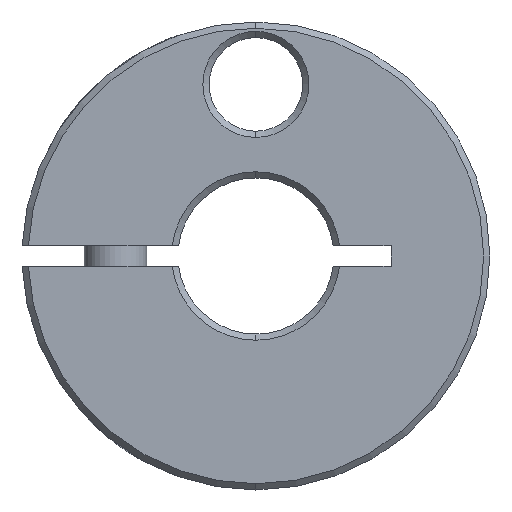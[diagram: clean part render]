
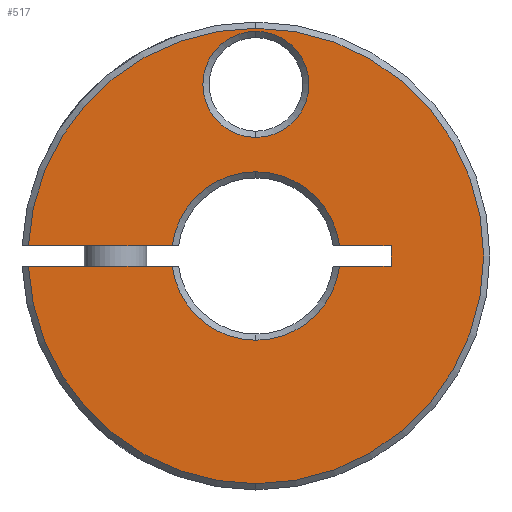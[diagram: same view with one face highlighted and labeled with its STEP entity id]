
A CAD part, front view. The second image highlights one B-rep face of the part: STEP entity #517.
In plain terms, the highlighted planar face has unit normal (0, -1, 0).
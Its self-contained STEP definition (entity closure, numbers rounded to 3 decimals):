
#417=EDGE_CURVE('',#631,#847,#1105,.T.);
#431=EDGE_CURVE('',#683,#889,#1122,.T.);
#437=VERTEX_POINT('',#1128);
#449=EDGE_CURVE('',#747,#569,#1142,.T.);
#451=EDGE_CURVE('',#889,#787,#1144,.T.);
#517=ADVANCED_FACE('',(#1216,#1217),#1218,.T.);
#519=EDGE_CURVE('',#627,#671,#1220,.T.);
#537=VERTEX_POINT('',#1239);
#569=VERTEX_POINT('',#1274);
#627=VERTEX_POINT('',#1340);
#631=VERTEX_POINT('',#1344);
#639=EDGE_CURVE('',#777,#627,#1352,.T.);
#671=VERTEX_POINT('',#1386);
#683=VERTEX_POINT('',#1398);
#733=EDGE_CURVE('',#785,#631,#1458,.T.);
#735=EDGE_CURVE('',#747,#683,#1460,.T.);
#747=VERTEX_POINT('',#1475);
#773=EDGE_CURVE('',#805,#437,#1504,.T.);
#777=VERTEX_POINT('',#1508);
#781=EDGE_CURVE('',#785,#777,#1512,.T.);
#785=VERTEX_POINT('',#1516);
#787=VERTEX_POINT('',#1518);
#805=VERTEX_POINT('',#1538);
#817=EDGE_CURVE('',#569,#671,#1550,.T.);
#833=EDGE_CURVE('',#537,#847,#1569,.T.);
#847=VERTEX_POINT('',#1585);
#889=VERTEX_POINT('',#1631);
#923=EDGE_CURVE('',#787,#537,#1669,.T.);
#929=EDGE_CURVE('',#437,#805,#1675,.T.);
#1105=CIRCLE('',#1893,8.1);
#1122=CIRCLE('',#1914,21.9);
#1128=CARTESIAN_POINT('',(0.,-13.,21.6));
#1142=CIRCLE('',#1955,8.1);
#1144=CIRCLE('',#1958,21.9);
#1216=FACE_BOUND('',#2106,.T.);
#1217=FACE_OUTER_BOUND('',#2107,.T.);
#1218=PLANE('',#2108);
#1220=LINE('',#2111,#2112);
#1239=CARTESIAN_POINT('',(-21.877,-13.0,1.0));
#1274=CARTESIAN_POINT('',(0.,-13.,-8.1));
#1340=CARTESIAN_POINT('',(13.0,-13.0,-1.0));
#1344=CARTESIAN_POINT('',(0.,-13.,8.1));
#1352=LINE('',#2301,#2302);
#1386=CARTESIAN_POINT('',(8.038,-13.0,-1.0));
#1398=CARTESIAN_POINT('',(-21.877,-13.0,-1.0));
#1458=CIRCLE('',#2456,8.1);
#1460=LINE('',#2459,#2460);
#1475=CARTESIAN_POINT('',(-8.038,-13.0,-1.0));
#1504=CIRCLE('',#2535,5.1);
#1508=CARTESIAN_POINT('',(13.0,-13.0,1.0));
#1512=LINE('',#2547,#2548);
#1516=CARTESIAN_POINT('',(8.038,-13.0,1.0));
#1518=CARTESIAN_POINT('',(0.,-13.,21.9));
#1538=CARTESIAN_POINT('',(0.,-13.,11.4));
#1550=CIRCLE('',#2605,8.1);
#1569=LINE('',#2629,#2630);
#1585=CARTESIAN_POINT('',(-8.038,-13.0,1.0));
#1631=CARTESIAN_POINT('',(0.,-13.,-21.9));
#1669=CIRCLE('',#2796,21.9);
#1675=CIRCLE('',#2843,5.1);
#1893=AXIS2_PLACEMENT_3D('',#3132,#3133,#3134);
#1914=AXIS2_PLACEMENT_3D('',#3163,#3164,#3165);
#1955=AXIS2_PLACEMENT_3D('',#3183,#3184,#3185);
#1958=AXIS2_PLACEMENT_3D('',#3186,#3187,#3188);
#2106=EDGE_LOOP('',(#3274,#3275));
#2107=EDGE_LOOP('',(#3276,#3277,#3278,#3279,#3280,#3281,#3282,#3283,#3284,#3285,#3286,#3287));
#2108=AXIS2_PLACEMENT_3D('',#3288,#3289,#3290);
#2111=CARTESIAN_POINT('',(6.5,-13.,-1.0));
#2112=VECTOR('',#3291,1.0);
#2301=CARTESIAN_POINT('',(13.0,-13.,8.));
#2302=VECTOR('',#3437,1.0);
#2456=AXIS2_PLACEMENT_3D('',#3538,#3539,#3540);
#2459=CARTESIAN_POINT('',(6.5,-13.,-1.0));
#2460=VECTOR('',#3541,1.0);
#2535=AXIS2_PLACEMENT_3D('',#3602,#3603,#3604);
#2547=CARTESIAN_POINT('',(-11.25,-13.,1.0));
#2548=VECTOR('',#3609,1.0);
#2605=AXIS2_PLACEMENT_3D('',#3638,#3639,#3640);
#2629=CARTESIAN_POINT('',(-11.25,-13.,1.0));
#2630=VECTOR('',#3660,1.0);
#2796=AXIS2_PLACEMENT_3D('',#3758,#3759,#3760);
#2843=AXIS2_PLACEMENT_3D('',#3761,#3762,#3763);
#3132=CARTESIAN_POINT('',(0.,-13.,0.));
#3133=DIRECTION('',(0.,-1.0,0.));
#3134=DIRECTION('',(0.,0.,1.0));
#3163=CARTESIAN_POINT('',(0.,-13.,0.));
#3164=DIRECTION('',(0.,-1.0,0.));
#3165=DIRECTION('',(0.,0.,1.0));
#3183=CARTESIAN_POINT('',(0.,-13.,0.));
#3184=DIRECTION('',(0.,-1.0,0.));
#3185=DIRECTION('',(0.,0.,1.0));
#3186=CARTESIAN_POINT('',(0.,-13.,0.));
#3187=DIRECTION('',(0.,-1.0,0.));
#3188=DIRECTION('',(0.,0.,1.0));
#3274=ORIENTED_EDGE('',*,*,#929,.T.);
#3275=ORIENTED_EDGE('',*,*,#773,.T.);
#3276=ORIENTED_EDGE('',*,*,#781,.T.);
#3277=ORIENTED_EDGE('',*,*,#639,.T.);
#3278=ORIENTED_EDGE('',*,*,#519,.T.);
#3279=ORIENTED_EDGE('',*,*,#817,.F.);
#3280=ORIENTED_EDGE('',*,*,#449,.F.);
#3281=ORIENTED_EDGE('',*,*,#735,.T.);
#3282=ORIENTED_EDGE('',*,*,#431,.T.);
#3283=ORIENTED_EDGE('',*,*,#451,.T.);
#3284=ORIENTED_EDGE('',*,*,#923,.T.);
#3285=ORIENTED_EDGE('',*,*,#833,.T.);
#3286=ORIENTED_EDGE('',*,*,#417,.F.);
#3287=ORIENTED_EDGE('',*,*,#733,.F.);
#3288=CARTESIAN_POINT('',(0.,-13.,15.));
#3289=DIRECTION('',(0.,-1.0,0.));
#3290=DIRECTION('',(0.,0.,1.0));
#3291=DIRECTION('',(-1.0,0.,0.));
#3437=DIRECTION('',(0.,0.,-1.0));
#3538=CARTESIAN_POINT('',(0.,-13.,0.));
#3539=DIRECTION('',(0.,-1.0,0.));
#3540=DIRECTION('',(0.,0.,1.0));
#3541=DIRECTION('',(-1.0,0.,0.));
#3602=CARTESIAN_POINT('',(0.,-13.,16.5));
#3603=DIRECTION('',(0.,1.0,0.));
#3604=DIRECTION('',(0.,0.,1.0));
#3609=DIRECTION('',(1.0,0.,0.));
#3638=CARTESIAN_POINT('',(0.,-13.,0.));
#3639=DIRECTION('',(0.,-1.0,0.));
#3640=DIRECTION('',(0.,0.,1.0));
#3660=DIRECTION('',(1.0,0.,0.));
#3758=CARTESIAN_POINT('',(0.,-13.,0.));
#3759=DIRECTION('',(0.,-1.0,0.));
#3760=DIRECTION('',(0.,0.,1.0));
#3761=CARTESIAN_POINT('',(0.,-13.,16.5));
#3762=DIRECTION('',(0.,1.0,0.));
#3763=DIRECTION('',(0.,0.,1.0));
